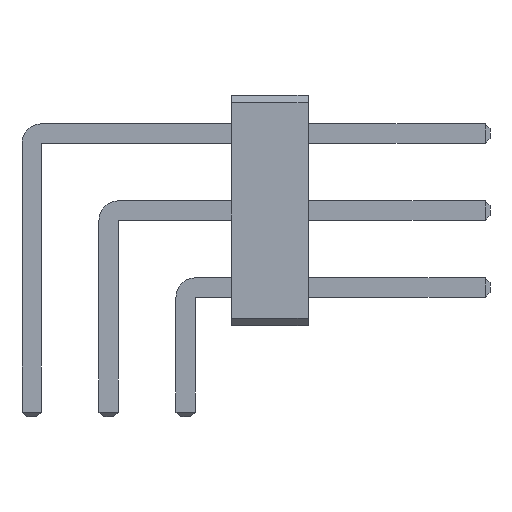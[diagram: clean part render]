
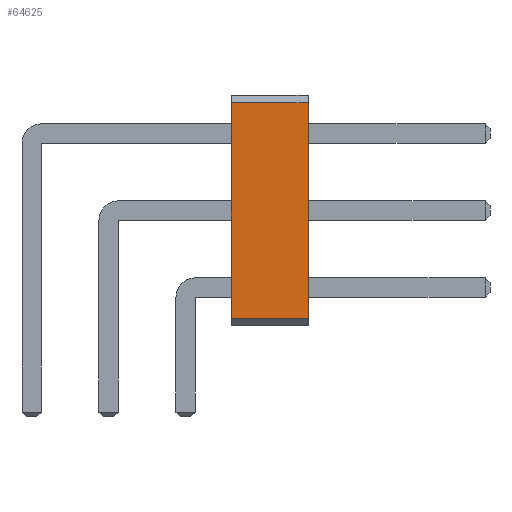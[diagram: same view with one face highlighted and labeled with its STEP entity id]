
A CAD part, front view. The second image highlights one B-rep face of the part: STEP entity #64625.
In plain terms, the highlighted planar face has unit normal (0, -1, 0).
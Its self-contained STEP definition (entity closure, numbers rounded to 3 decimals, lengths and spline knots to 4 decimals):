
#64625 = ADVANCED_FACE('',(#64626),#64660,.T.);
#64626 = FACE_BOUND('',#64627,.T.);
#64627 = EDGE_LOOP('',(#64628,#64638,#64646,#64654));
#64628 = ORIENTED_EDGE('',*,*,#64629,.T.);
#64629 = EDGE_CURVE('',#64630,#64632,#64634,.T.);
#64630 = VERTEX_POINT('',#64631);
#64631 = CARTESIAN_POINT('',(6.58,-82.55,0.254));
#64632 = VERTEX_POINT('',#64633);
#64633 = CARTESIAN_POINT('',(9.12,-82.55,0.254));
#64634 = LINE('',#64635,#64636);
#64635 = CARTESIAN_POINT('',(6.58,-82.55,0.254));
#64636 = VECTOR('',#64637,1.);
#64637 = DIRECTION('',(1.,0.,0.));
#64638 = ORIENTED_EDGE('',*,*,#64639,.T.);
#64639 = EDGE_CURVE('',#64632,#64640,#64642,.T.);
#64640 = VERTEX_POINT('',#64641);
#64641 = CARTESIAN_POINT('',(9.12,-82.55,7.366));
#64642 = LINE('',#64643,#64644);
#64643 = CARTESIAN_POINT('',(9.12,-82.55,0.254));
#64644 = VECTOR('',#64645,1.);
#64645 = DIRECTION('',(0.,0.,1.));
#64646 = ORIENTED_EDGE('',*,*,#64647,.F.);
#64647 = EDGE_CURVE('',#64648,#64640,#64650,.T.);
#64648 = VERTEX_POINT('',#64649);
#64649 = CARTESIAN_POINT('',(6.58,-82.55,7.366));
#64650 = LINE('',#64651,#64652);
#64651 = CARTESIAN_POINT('',(6.58,-82.55,7.366));
#64652 = VECTOR('',#64653,1.);
#64653 = DIRECTION('',(1.,0.,0.));
#64654 = ORIENTED_EDGE('',*,*,#64655,.F.);
#64655 = EDGE_CURVE('',#64630,#64648,#64656,.T.);
#64656 = LINE('',#64657,#64658);
#64657 = CARTESIAN_POINT('',(6.58,-82.55,0.254));
#64658 = VECTOR('',#64659,1.);
#64659 = DIRECTION('',(0.,0.,1.));
#64660 = PLANE('',#64661);
#64661 = AXIS2_PLACEMENT_3D('',#64662,#64663,#64664);
#64662 = CARTESIAN_POINT('',(6.58,-82.55,0.254));
#64663 = DIRECTION('',(0.,-1.,0.));
#64664 = DIRECTION('',(0.,0.,1.));
